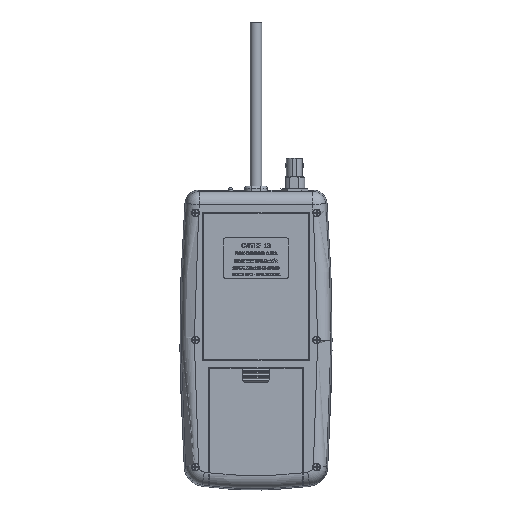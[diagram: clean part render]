
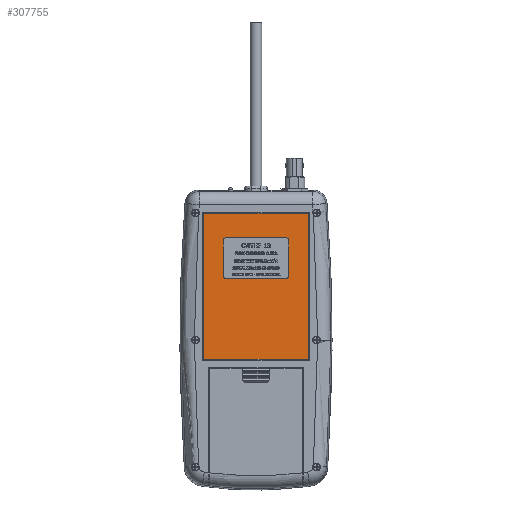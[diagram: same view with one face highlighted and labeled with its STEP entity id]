
A CAD part, front view. The second image highlights one B-rep face of the part: STEP entity #307755.
In plain terms, the highlighted planar face has unit normal (0, -1, 0).
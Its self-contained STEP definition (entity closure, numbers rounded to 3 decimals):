
#2630 = CARTESIAN_POINT ( 'NONE',  ( -31.877, -15.24, 77.394 ) ) ;
#25490 = CARTESIAN_POINT ( 'NONE',  ( 31.877, -15.24, 77.394 ) ) ;
#26118 = VERTEX_POINT ( 'NONE', #54559 ) ;
#26977 = CARTESIAN_POINT ( 'NONE',  ( -31.877, -15.24, 77.394 ) ) ;
#30812 = CARTESIAN_POINT ( 'NONE',  ( -31.877, -15.24, -11.811 ) ) ;
#41404 = B_SPLINE_CURVE_WITH_KNOTS ( 'NONE', 3,
 ( #216836, #93410, #267814, #68747 ),
 .UNSPECIFIED., .F., .F.,
 ( 4, 4 ),
 ( 0., 1. ),
 .UNSPECIFIED. ) ;
#46518 = EDGE_CURVE ( 'NONE', #26118, #98087, #77342, .T. ) ;
#54462 = EDGE_CURVE ( 'NONE', #222545, #26118, #210342, .T. ) ;
#54559 = CARTESIAN_POINT ( 'NONE',  ( -31.877, -15.24, -11.811 ) ) ;
#61404 = PLANE ( 'NONE',  #276399 ) ;
#65224 = EDGE_CURVE ( 'NONE', #128512, #222545, #41404, .T. ) ;
#67067 = EDGE_LOOP ( 'NONE', ( #305738, #271367, #191890, #288316 ) ) ;
#68747 = CARTESIAN_POINT ( 'NONE',  ( 31.877, -15.24, -11.811 ) ) ;
#77342 = B_SPLINE_CURVE_WITH_KNOTS ( 'NONE', 3,
 ( #30812, #205179, #101642, #108152 ),
 .UNSPECIFIED., .F., .F.,
 ( 4, 4 ),
 ( 0., 1. ),
 .UNSPECIFIED. ) ;
#81222 = FACE_OUTER_BOUND ( 'NONE', #67067, .T. ) ;
#93410 = CARTESIAN_POINT ( 'NONE',  ( 31.877, -15.24, 47.659 ) ) ;
#98087 = VERTEX_POINT ( 'NONE', #2630 ) ;
#101642 = CARTESIAN_POINT ( 'NONE',  ( -31.877, -15.24, 47.659 ) ) ;
#108152 = CARTESIAN_POINT ( 'NONE',  ( -31.877, -15.24, 77.394 ) ) ;
#124518 = CARTESIAN_POINT ( 'NONE',  ( 31.877, -15.24, -11.811 ) ) ;
#128512 = VERTEX_POINT ( 'NONE', #25490 ) ;
#150769 = CARTESIAN_POINT ( 'NONE',  ( -31.877, -15.24, -11.811 ) ) ;
#153536 = CARTESIAN_POINT ( 'NONE',  ( 31.877, -15.24, 77.394 ) ) ;
#176434 = B_SPLINE_CURVE_WITH_KNOTS ( 'NONE', 3,
 ( #26977, #227658, #298426, #153536 ),
 .UNSPECIFIED., .F., .F.,
 ( 4, 4 ),
 ( 0., 1. ),
 .UNSPECIFIED. ) ;
#191890 = ORIENTED_EDGE ( 'NONE', *, *, #65224, .F. ) ;
#193634 = EDGE_CURVE ( 'NONE', #98087, #128512, #176434, .T. ) ;
#203414 = CARTESIAN_POINT ( 'NONE',  ( 10.626, -15.24, -11.811 ) ) ;
#205179 = CARTESIAN_POINT ( 'NONE',  ( -31.877, -15.24, 17.924 ) ) ;
#210342 = B_SPLINE_CURVE_WITH_KNOTS ( 'NONE', 3,
 ( #124518, #203414, #277447, #150769 ),
 .UNSPECIFIED., .F., .F.,
 ( 4, 4 ),
 ( 0., 1. ),
 .UNSPECIFIED. ) ;
#216836 = CARTESIAN_POINT ( 'NONE',  ( 31.877, -15.24, 77.394 ) ) ;
#222545 = VERTEX_POINT ( 'NONE', #227565 ) ;
#227565 = CARTESIAN_POINT ( 'NONE',  ( 31.877, -15.24, -11.811 ) ) ;
#227658 = CARTESIAN_POINT ( 'NONE',  ( -10.626, -15.24, 77.394 ) ) ;
#262156 = DIRECTION ( 'NONE',  ( 0., -1., 0. ) ) ;
#267814 = CARTESIAN_POINT ( 'NONE',  ( 31.877, -15.24, 17.924 ) ) ;
#271367 = ORIENTED_EDGE ( 'NONE', *, *, #54462, .F. ) ;
#276399 = AXIS2_PLACEMENT_3D ( 'NONE', #281872, #262156, #306581 ) ;
#277447 = CARTESIAN_POINT ( 'NONE',  ( -10.626, -15.24, -11.811 ) ) ;
#281872 = CARTESIAN_POINT ( 'NONE',  ( 31.056, -15.24, -76.609 ) ) ;
#288316 = ORIENTED_EDGE ( 'NONE', *, *, #193634, .F. ) ;
#298426 = CARTESIAN_POINT ( 'NONE',  ( 10.626, -15.24, 77.394 ) ) ;
#305738 = ORIENTED_EDGE ( 'NONE', *, *, #46518, .F. ) ;
#306581 = DIRECTION ( 'NONE',  ( 0., 0., -1. ) ) ;
#307755 = ADVANCED_FACE ( 'NONE', ( #81222 ), #61404, .T. ) ;
